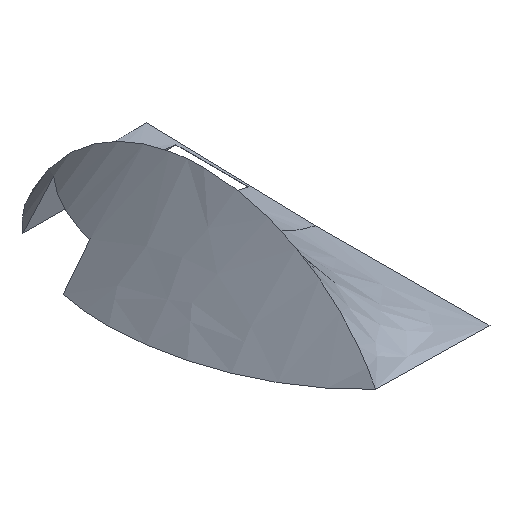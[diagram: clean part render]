
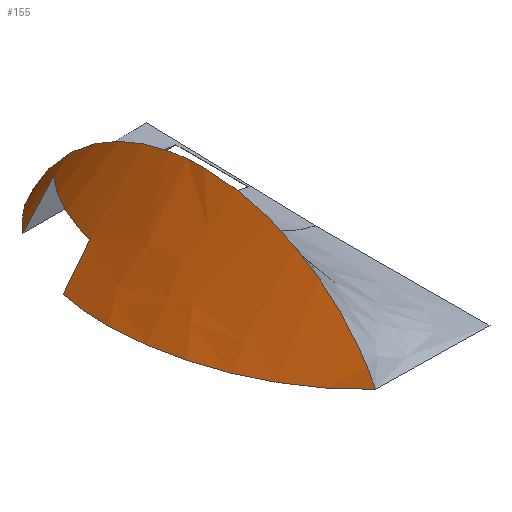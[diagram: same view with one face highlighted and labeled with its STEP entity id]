
A CAD part, isometric view. The second image highlights one B-rep face of the part: STEP entity #155.
In plain terms, the highlighted free-form (B-spline) face has degree [3, 1] with [4, 2] control points.
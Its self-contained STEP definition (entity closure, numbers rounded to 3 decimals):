
#9 =( BOUNDED_SURFACE ( )  B_SPLINE_SURFACE ( 3, 1, ( 
 ( #354, #346 ),
 ( #345, #343 ),
 ( #247, #246 ),
 ( #378, #376 ) ),
 .UNSPECIFIED., .F., .F., .T. ) 
 B_SPLINE_SURFACE_WITH_KNOTS ( ( 4, 4 ),
 ( 2, 2 ),
 ( 0., 1. ),
 ( 0., 1. ),
 .UNSPECIFIED. ) 
 GEOMETRIC_REPRESENTATION_ITEM ( )  RATIONAL_B_SPLINE_SURFACE ( (
 ( 1., 1.),
 ( 0.623, 0.623),
 ( 0.623, 0.623),
 ( 1., 1.) ) ) 
 REPRESENTATION_ITEM ( '' )  SURFACE ( )  );
#14 = VERTEX_POINT ( 'NONE', #484 ) ;
#25 = EDGE_CURVE ( 'NONE', #109, #97, #126, .T. ) ;
#31 = EDGE_CURVE ( 'NONE', #399, #109, #223, .T. ) ;
#34 = CARTESIAN_POINT ( 'NONE',  ( 16.747, 36.5, 24. ) ) ;
#37 = EDGE_CURVE ( 'NONE', #14, #350, #99, .T. ) ;
#38 = EDGE_CURVE ( 'NONE', #14, #399, #401, .T. ) ;
#42 = EDGE_CURVE ( 'NONE', #147, #97, #342, .T. ) ;
#43 = EDGE_CURVE ( 'NONE', #339, #147, #162, .T. ) ;
#46 = EDGE_CURVE ( 'NONE', #350, #339, #110, .T. ) ;
#68 = EDGE_LOOP ( 'NONE', ( #90, #231, #425, #138, #465, #260, #175 ) ) ;
#77 = CARTESIAN_POINT ( 'NONE',  ( 13.815, 37.305, 20. ) ) ;
#90 = ORIENTED_EDGE ( 'NONE', *, *, #37, .F. ) ;
#91 = FACE_OUTER_BOUND ( 'NONE', #68, .T. ) ;
#97 = VERTEX_POINT ( 'NONE', #392 ) ;
#99 = B_SPLINE_CURVE_WITH_KNOTS ( 'NONE', 3,
 ( #419, #77, #261, #320, #318, #462 ),
 .UNSPECIFIED., .F., .F.,
 ( 4, 2, 4 ),
 ( 0.04, 0.043, 0.046 ),
 .UNSPECIFIED. ) ;
#109 = VERTEX_POINT ( 'NONE', #403 ) ;
#110 =( BOUNDED_CURVE ( )  B_SPLINE_CURVE ( 4, ( #453, #457, #446, #433, #431 ),
 .UNSPECIFIED., .F., .F. ) 
 B_SPLINE_CURVE_WITH_KNOTS ( ( 5, 5 ),
 ( 0., 1. ),
 .UNSPECIFIED. ) 
 CURVE ( )  GEOMETRIC_REPRESENTATION_ITEM ( )  RATIONAL_B_SPLINE_CURVE ( ( 0.54, 0.54, 0.532, 0.54, 0.54 ) ) 
 REPRESENTATION_ITEM ( '' )  );
#111 = CARTESIAN_POINT ( 'NONE',  ( 12.478, 28., 24. ) ) ;
#115 = CARTESIAN_POINT ( 'NONE',  ( 9.348, 28., 20. ) ) ;
#126 = B_SPLINE_CURVE_WITH_KNOTS ( 'NONE', 3,
 ( #111, #476, #265, #115 ),
 .UNSPECIFIED., .F., .F.,
 ( 4, 4 ),
 ( 0., 0.005 ),
 .UNSPECIFIED. ) ;
#133 = CARTESIAN_POINT ( 'NONE',  ( 9.488, 15.449, 20. ) ) ;
#138 = ORIENTED_EDGE ( 'NONE', *, *, #25, .T. ) ;
#141 = CARTESIAN_POINT ( 'NONE',  ( 12.478, 28., 24. ) ) ;
#147 = VERTEX_POINT ( 'NONE', #347 ) ;
#155 = ADVANCED_FACE ( 'NONE', ( #91 ), #9, .T. ) ;
#162 =( BOUNDED_CURVE ( )  B_SPLINE_CURVE ( 4, ( #349, #316, #328, #327, #450 ),
 .UNSPECIFIED., .F., .T. ) 
 B_SPLINE_CURVE_WITH_KNOTS ( ( 5, 5 ),
 ( 0., 1. ),
 .UNSPECIFIED. ) 
 CURVE ( )  GEOMETRIC_REPRESENTATION_ITEM ( )  RATIONAL_B_SPLINE_CURVE ( ( 0.54, 0.54, 0.532, 0.54, 0.54 ) ) 
 REPRESENTATION_ITEM ( '' )  );
#175 = ORIENTED_EDGE ( 'NONE', *, *, #46, .F. ) ;
#178 = CARTESIAN_POINT ( 'NONE',  ( 12.663, 28.782, 24. ) ) ;
#195 = CARTESIAN_POINT ( 'NONE',  ( 18., 0.238, 20. ) ) ;
#196 = CARTESIAN_POINT ( 'NONE',  ( 16.747, 36.5, 24. ) ) ;
#198 = CARTESIAN_POINT ( 'NONE',  ( 18., 20.25, 32.371 ) ) ;
#210 = CARTESIAN_POINT ( 'NONE',  ( 13.415, 31.068, 24. ) ) ;
#219 = CARTESIAN_POINT ( 'NONE',  ( 9.025, 17.949, 20. ) ) ;
#223 = B_SPLINE_CURVE_WITH_KNOTS ( 'NONE', 3,
 ( #34, #377, #410, #388, #363, #468, #210, #486, #178, #141 ),
 .UNSPECIFIED., .F., .F.,
 ( 4, 2, 2, 2, 4 ),
 ( 0., 0.002, 0.005, 0.007, 0.01 ),
 .UNSPECIFIED. ) ;
#231 = ORIENTED_EDGE ( 'NONE', *, *, #38, .T. ) ;
#246 = CARTESIAN_POINT ( 'NONE',  ( 18., 9.479, 39.129 ) ) ;
#247 = CARTESIAN_POINT ( 'NONE',  ( 8.745, 11.677, 26.684 ) ) ;
#252 = CARTESIAN_POINT ( 'NONE',  ( 18., 40.262, 20. ) ) ;
#260 = ORIENTED_EDGE ( 'NONE', *, *, #43, .F. ) ;
#261 = CARTESIAN_POINT ( 'NONE',  ( 14.556, 38.046, 20. ) ) ;
#263 = CARTESIAN_POINT ( 'NONE',  ( 17.064, 1.089, 20. ) ) ;
#265 = CARTESIAN_POINT ( 'NONE',  ( 10.389, 28., 21.335 ) ) ;
#296 = CARTESIAN_POINT ( 'NONE',  ( 14.35, 36.5, 21.34 ) ) ;
#309 = CARTESIAN_POINT ( 'NONE',  ( 16.747, 36.5, 24. ) ) ;
#314 = CARTESIAN_POINT ( 'NONE',  ( 15.545, 36.5, 22.673 ) ) ;
#316 = CARTESIAN_POINT ( 'NONE',  ( 18., 14.368, 32.371 ) ) ;
#318 = CARTESIAN_POINT ( 'NONE',  ( 17.044, 39.847, 20. ) ) ;
#320 = CARTESIAN_POINT ( 'NONE',  ( 16.169, 39.313, 20. ) ) ;
#327 = CARTESIAN_POINT ( 'NONE',  ( 18., 2.867, 25.261 ) ) ;
#328 = CARTESIAN_POINT ( 'NONE',  ( 18., 7.714, 30.278 ) ) ;
#339 = VERTEX_POINT ( 'NONE', #198 ) ;
#342 = B_SPLINE_CURVE_WITH_KNOTS ( 'NONE', 3,
 ( #195, #263, #452, #436, #435, #386, #381, #422, #414, #133, #219, #475, #474, #417, #416, #441 ),
 .UNSPECIFIED., .F., .F.,
 ( 4, 2, 2, 2, 2, 2, 2, 4 ),
 ( 0., 0.004, 0.008, 0.011, 0.015, 0.023, 0.026, 0.03 ),
 .UNSPECIFIED. ) ;
#343 = CARTESIAN_POINT ( 'NONE',  ( 18., 31.021, 39.129 ) ) ;
#345 = CARTESIAN_POINT ( 'NONE',  ( 8.745, 33.219, 26.684 ) ) ;
#346 = CARTESIAN_POINT ( 'NONE',  ( 18., 40.393, 19.733 ) ) ;
#347 = CARTESIAN_POINT ( 'NONE',  ( 18., 0.238, 20. ) ) ;
#349 = CARTESIAN_POINT ( 'NONE',  ( 18., 20.25, 32.371 ) ) ;
#350 = VERTEX_POINT ( 'NONE', #252 ) ;
#354 = CARTESIAN_POINT ( 'NONE',  ( 8.745, 42.591, 7.288 ) ) ;
#363 = CARTESIAN_POINT ( 'NONE',  ( 14.419, 33.238, 24. ) ) ;
#376 = CARTESIAN_POINT ( 'NONE',  ( 18., 0.107, 19.733 ) ) ;
#377 = CARTESIAN_POINT ( 'NONE',  ( 16.201, 35.908, 24. ) ) ;
#378 = CARTESIAN_POINT ( 'NONE',  ( 8.745, 2.305, 7.288 ) ) ;
#381 = CARTESIAN_POINT ( 'NONE',  ( 12.048, 8.326, 20. ) ) ;
#386 = CARTESIAN_POINT ( 'NONE',  ( 12.623, 7.201, 20. ) ) ;
#388 = CARTESIAN_POINT ( 'NONE',  ( 14.815, 33.936, 24. ) ) ;
#392 = CARTESIAN_POINT ( 'NONE',  ( 9.348, 28., 20. ) ) ;
#399 = VERTEX_POINT ( 'NONE', #196 ) ;
#401 = B_SPLINE_CURVE_WITH_KNOTS ( 'NONE', 3,
 ( #459, #296, #314, #309 ),
 .UNSPECIFIED., .F., .F.,
 ( 4, 4 ),
 ( 0., 0.005 ),
 .UNSPECIFIED. ) ;
#403 = CARTESIAN_POINT ( 'NONE',  ( 12.478, 28., 24. ) ) ;
#410 = CARTESIAN_POINT ( 'NONE',  ( 15.708, 35.274, 24. ) ) ;
#414 = CARTESIAN_POINT ( 'NONE',  ( 10.595, 11.825, 20. ) ) ;
#416 = CARTESIAN_POINT ( 'NONE',  ( 9.094, 26.765, 20. ) ) ;
#417 = CARTESIAN_POINT ( 'NONE',  ( 8.933, 25.507, 20. ) ) ;
#419 = CARTESIAN_POINT ( 'NONE',  ( 13.162, 36.5, 20. ) ) ;
#422 = CARTESIAN_POINT ( 'NONE',  ( 11.033, 10.64, 20. ) ) ;
#425 = ORIENTED_EDGE ( 'NONE', *, *, #31, .T. ) ;
#431 = CARTESIAN_POINT ( 'NONE',  ( 18., 20.25, 32.371 ) ) ;
#433 = CARTESIAN_POINT ( 'NONE',  ( 18., 26.132, 32.371 ) ) ;
#435 = CARTESIAN_POINT ( 'NONE',  ( 13.916, 5.03, 20. ) ) ;
#436 = CARTESIAN_POINT ( 'NONE',  ( 14.63, 3.989, 20. ) ) ;
#441 = CARTESIAN_POINT ( 'NONE',  ( 9.348, 28., 20. ) ) ;
#446 = CARTESIAN_POINT ( 'NONE',  ( 18., 32.786, 30.278 ) ) ;
#450 = CARTESIAN_POINT ( 'NONE',  ( 18., 0.238, 20. ) ) ;
#452 = CARTESIAN_POINT ( 'NONE',  ( 16.208, 2.014, 20. ) ) ;
#453 = CARTESIAN_POINT ( 'NONE',  ( 18., 40.262, 20. ) ) ;
#457 = CARTESIAN_POINT ( 'NONE',  ( 18., 37.633, 25.261 ) ) ;
#459 = CARTESIAN_POINT ( 'NONE',  ( 13.162, 36.5, 20. ) ) ;
#462 = CARTESIAN_POINT ( 'NONE',  ( 18., 40.262, 20. ) ) ;
#465 = ORIENTED_EDGE ( 'NONE', *, *, #42, .F. ) ;
#468 = CARTESIAN_POINT ( 'NONE',  ( 13.72, 31.805, 24. ) ) ;
#474 = CARTESIAN_POINT ( 'NONE',  ( 8.778, 22.989, 20. ) ) ;
#475 = CARTESIAN_POINT ( 'NONE',  ( 8.783, 21.722, 20. ) ) ;
#476 = CARTESIAN_POINT ( 'NONE',  ( 11.433, 28., 22.668 ) ) ;
#484 = CARTESIAN_POINT ( 'NONE',  ( 13.162, 36.5, 20. ) ) ;
#486 = CARTESIAN_POINT ( 'NONE',  ( 12.887, 29.557, 24. ) ) ;
